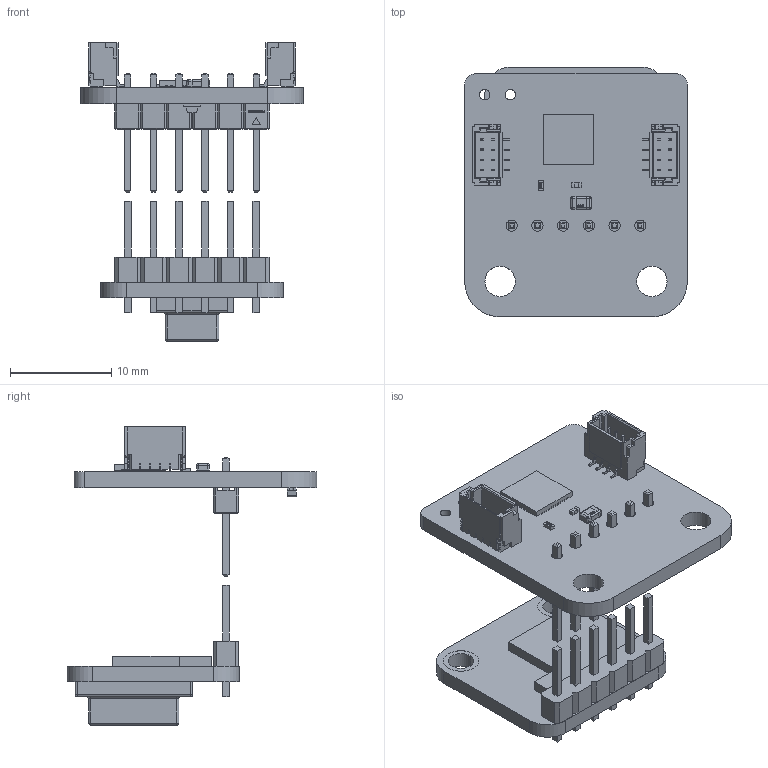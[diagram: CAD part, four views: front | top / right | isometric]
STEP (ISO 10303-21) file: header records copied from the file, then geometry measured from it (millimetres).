
FILE_DESCRIPTION(('Open CASCADE Model'),'2;1');
FILE_NAME('Open CASCADE Shape Model','2025-04-16T07:30:33',('Author'),( 'Open CASCADE'),'Open CASCADE STEP processor 7.5','Open CASCADE 7.5' ,'Unknown');
FILE_SCHEMA(('AUTOMOTIVE_DESIGN { 1 0 10303 214 1 1 1 1 }'));
Length unit declared in the file: millimetre
Products named in the file (276): PCB; Board; Open CASCADE STEP translator 7.5 14.1.1; STAT1; 0603 LED Green; Solid1; Solid4; J11; Conn_Multicomp_Pro_2211S-06G_eec; 1; 2; Logo; U; DUELink-U-Connector-BM04B-SRSS-TB; D; DUELink-Connector-BM04B-SRSS-TB; R4; User Library-R SMD 0402; User Library-R SMD 0402_0402 BODY; User Library-R SMD 0402_0402 PAD; User Library-R SMD 0402_0402 OPIS; C2; 0805 SMD Capacitor; C1; C0402; Free-Models; AMG8833; eMachineShop.1; eMachineShop.2; eMachineShop.3; eMachineShop.4; eMachineShop.5; eMachineShop.6; eMachineShop.7; eMachineShop.8; eMachineShop.9; eMachineShop.10; eMachineShop.11; eMachineShop.12; eMachineShop.13 ...
Assembly tree (276 placements, depth 4):
  PCB
    Board
      Open CASCADE STEP translator 7.5 14.1.1
    STAT1
      0603 LED Green
        Solid1
        Solid4
        Solid1
        Solid1
        Solid4
        Solid1
        Solid1
        Solid1
    J11
      Conn_Multicomp_Pro_2211S-06G_eec
        1
        2
        Logo
    U
      DUELink-U-Connector-BM04B-SRSS-TB
    D
      DUELink-Connector-BM04B-SRSS-TB
    R4
      User Library-R SMD 0402
        User Library-R SMD 0402_0402 BODY
        User Library-R SMD 0402_0402 PAD  x2
        User Library-R SMD 0402_0402 OPIS
    C2
      0805 SMD Capacitor
    C1
      C0402
    Free-Models
      AMG8833
        eMachineShop.1
        eMachineShop.2
        eMachineShop.3
        eMachineShop.4
        eMachineShop.5
        eMachineShop.6
        eMachineShop.7
        eMachineShop.8
        eMachineShop.9
        eMachineShop.10
        eMachineShop.11
        eMachineShop.12
        eMachineShop.13
        eMachineShop.14
        eMachineShop.15
        eMachineShop.16
        eMachineShop.17
        eMachineShop.18
        eMachineShop.19
        eMachineShop.20
        eMachineShop.21
        eMachineShop.22
        eMachineShop.23
        eMachineShop.24
        eMachineShop.25
        eMachineShop.26
        eMachineShop.27
Bounding box: 22 x 24.7 x 29.48 mm (x, y, z)
Volume: 1002.3 mm3; surface area: 3726.6 mm2
Topology: 108 solids, 350 shells, 1907 faces, 6611 edges, 6598 vertices
Faces by surface type: plane 1449, cylinder 208, bspline 138, revolution 104, sphere 8
Full cylindrical faces by diameter (mm): 1.016 x2, 1.1 x6, 3 x2
Entity records: 85137 total; most frequent: CARTESIAN_POINT 20709, DIRECTION 11157, ORIENTED_EDGE 9138, LINE 5569, VECTOR 5569, EDGE_CURVE 5137, VERTEX_POINT 3722, AXIS2_PLACEMENT_3D 2742
